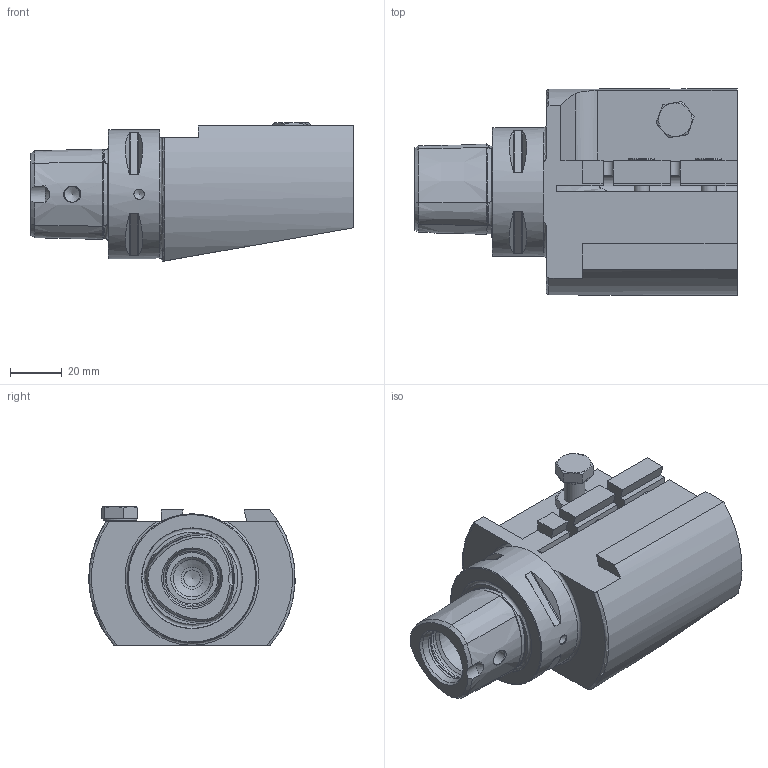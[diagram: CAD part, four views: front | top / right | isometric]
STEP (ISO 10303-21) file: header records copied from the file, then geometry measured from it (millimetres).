
FILE_DESCRIPTION (( 'STEP AP214' ), '1' );
FILE_NAME ('PS5.AM3.K12.095.STEP', '2020-09-29T15:53:51', ( '' ), ( '' ), 'SwSTEP 2.0', 'SolidWorks 2017', '' );
FILE_SCHEMA (( 'AUTOMOTIVE_DESIGN' ));
Length unit declared in the file: millimetre
Products named in the file (6): AM3-ER1.001.020_PreviewCfg; KVT_MB_600_060; PS5.AM3.K12.095; ISO 4762 - M6 x 16_PreviewCfg; PS5-AM3.K12.095_A; ISO 4035 - M8_PreviewCfg
Assembly tree (6 placements, depth 2):
  PS5.AM3.K12.095
    PS5-AM3.K12.095_A
    ISO 4762 - M6 x 16_PreviewCfg  x2
    AM3-ER1.001.020_PreviewCfg
    ISO 4035 - M8_PreviewCfg
    KVT_MB_600_060
Bounding box: 125 x 79.98 x 53.85 mm (x, y, z)
Volume: 264379.8 mm3; surface area: 42519 mm2
Topology: 7 solids, 7 shells, 257 faces, 608 edges, 372 vertices
Faces by surface type: plane 103, cone 83, cylinder 48, torus 22, sphere 1
Full cylindrical faces by diameter (mm): 3 x1, 3.15 x1, 4 x2, 5 x4, 6 x5, 6.1 x2, 6.4 x3, 6.5 x1, 7 x2, 8 x1, 8.5 x1, 10 x2, 11 x2, 13 x1, 14.5 x1, 21 x2, 24 x1, 50 x1
Entity records: 7470 total; most frequent: CARTESIAN_POINT 2267, DIRECTION 1018, ORIENTED_EDGE 924, EDGE_CURVE 462, AXIS2_PLACEMENT_3D 424, EDGE_LOOP 333, VERTEX_POINT 321, FACE_OUTER_BOUND 274
